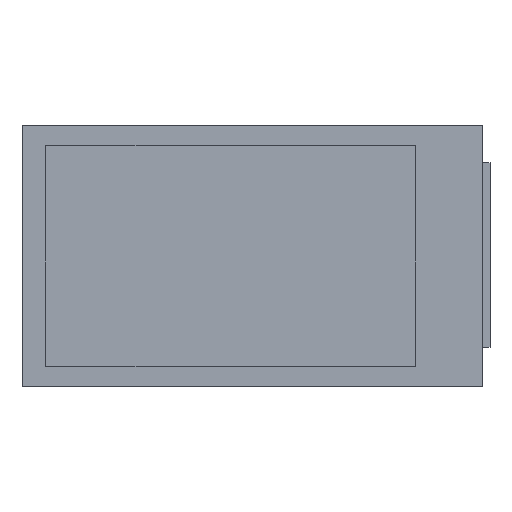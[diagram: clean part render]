
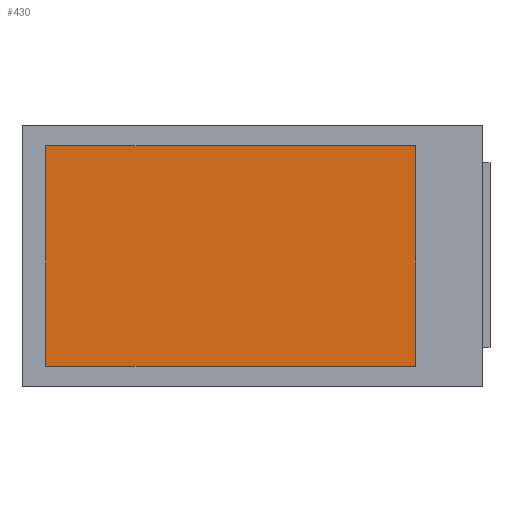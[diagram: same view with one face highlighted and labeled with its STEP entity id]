
A CAD part, top view. The second image highlights one B-rep face of the part: STEP entity #430.
In plain terms, the highlighted planar face has unit normal (0, 0, 1).
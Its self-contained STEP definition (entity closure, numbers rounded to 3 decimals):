
#32=PLANE('',#475);
#55=FACE_OUTER_BOUND('',#82,.T.);
#82=EDGE_LOOP('',(#372,#373,#374,#375));
#117=LINE('',#671,#167);
#121=LINE('',#678,#171);
#124=LINE('',#684,#174);
#126=LINE('',#687,#176);
#167=VECTOR('',#553,10.);
#171=VECTOR('',#559,10.);
#174=VECTOR('',#564,10.);
#176=VECTOR('',#568,10.);
#222=VERTEX_POINT('',#668);
#223=VERTEX_POINT('',#670);
#225=VERTEX_POINT('',#676);
#227=VERTEX_POINT('',#682);
#271=EDGE_CURVE('',#222,#223,#117,.T.);
#275=EDGE_CURVE('',#225,#222,#121,.T.);
#278=EDGE_CURVE('',#227,#225,#124,.T.);
#280=EDGE_CURVE('',#223,#227,#126,.T.);
#372=ORIENTED_EDGE('',*,*,#280,.F.);
#373=ORIENTED_EDGE('',*,*,#271,.F.);
#374=ORIENTED_EDGE('',*,*,#275,.F.);
#375=ORIENTED_EDGE('',*,*,#278,.F.);
#430=ADVANCED_FACE('',(#55),#32,.F.);
#475=AXIS2_PLACEMENT_3D('',#688,#569,#570);
#553=DIRECTION('',(0.,-1.,0.));
#559=DIRECTION('',(1.,0.,0.));
#564=DIRECTION('',(0.,1.,0.));
#568=DIRECTION('',(-1.,0.,0.));
#569=DIRECTION('center_axis',(0.,0.,-1.));
#570=DIRECTION('ref_axis',(-1.,0.,0.));
#668=CARTESIAN_POINT('',(42.436,15.42,1.5));
#670=CARTESIAN_POINT('',(42.436,0.56,1.5));
#671=CARTESIAN_POINT('',(42.436,15.42,1.5));
#676=CARTESIAN_POINT('',(17.536,15.42,1.5));
#678=CARTESIAN_POINT('',(17.536,15.42,1.5));
#682=CARTESIAN_POINT('',(17.536,0.56,1.5));
#684=CARTESIAN_POINT('',(17.536,0.56,1.5));
#687=CARTESIAN_POINT('',(42.436,0.56,1.5));
#688=CARTESIAN_POINT('Origin',(29.986,7.99,1.5));
